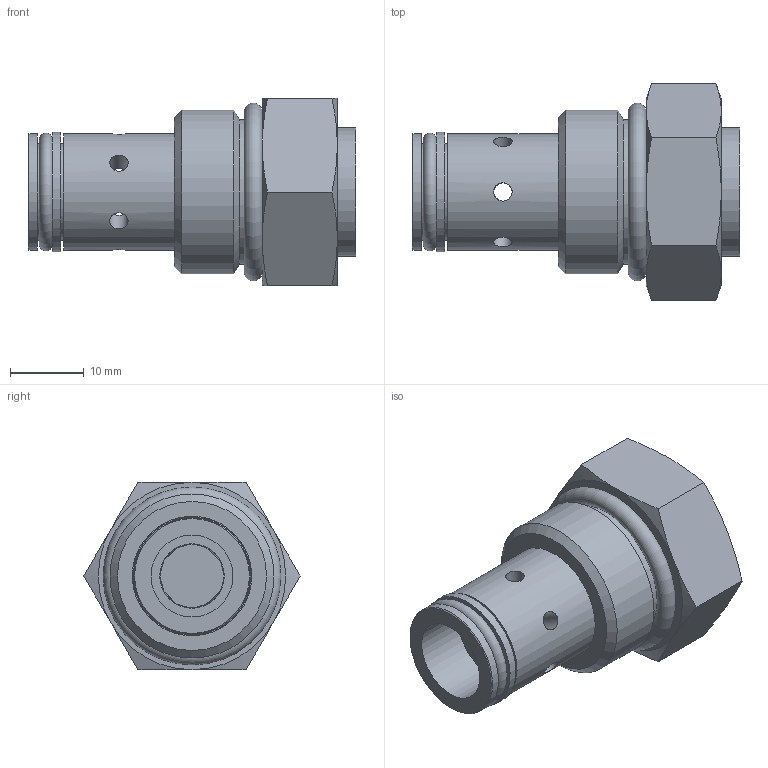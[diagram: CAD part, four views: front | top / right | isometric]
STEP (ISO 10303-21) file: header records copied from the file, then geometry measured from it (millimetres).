
FILE_DESCRIPTION((''),'2;1');
FILE_NAME('8110.stp','2015-02-17T14:27:05',('jml'),(''),'Autodesk Inventor 2010','Autodesk Inventor 2010','');
FILE_SCHEMA(('AUTOMOTIVE_DESIGN { 1 0 10303 214 1 1 1 1 }'));
Length unit declared in the file: inch
Products named in the file (6): 8110 (LevelofDetail1); 221626; 014 O-RING; 014 BACKUP; 910 O-RING; 990047
Assembly tree (5 placements, depth 2):
  8110 (LevelofDetail1)
    221626
    014 O-RING
    014 BACKUP
    910 O-RING
    990047
Bounding box: 44.45 x 29.33 x 25.4 mm (x, y, z)
Volume: 11915.3 mm3; surface area: 7838.6 mm2
Topology: 6 solids, 6 shells, 160 faces, 380 edges, 248 vertices
Faces by surface type: plane 101, cylinder 31, cone 19, bspline 5, torus 4
Full cylindrical faces by diameter (mm): 1.044 x1, 2.489 x6, 12.294 x1, 13.081 x1, 13.208 x1, 14.275 x1, 15.824 x2, 16.205 x1, 17.475 x1, 19.558 x1, 22.225 x1
Entity records: 5105 total; most frequent: CARTESIAN_POINT 1258, DIRECTION 723, ORIENTED_EDGE 690, EDGE_CURVE 345, AXIS2_PLACEMENT_3D 248, VERTEX_POINT 241, VECTOR 227, LINE 227
